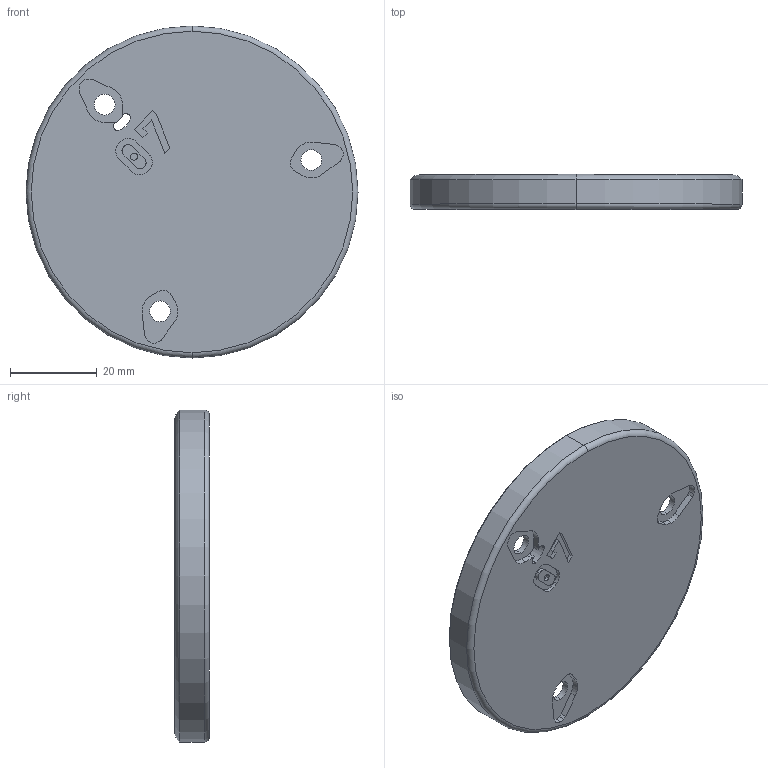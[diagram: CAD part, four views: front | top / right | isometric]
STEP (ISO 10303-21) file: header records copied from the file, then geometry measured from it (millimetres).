
FILE_DESCRIPTION (( 'STEP AP214' ), '1' );
FILE_NAME ('DrumPad_7cm.STEP', '2025-08-23T11:35:44', ( '' ), ( '' ), 'SwSTEP 2.0', 'SolidWorks 2024', '' );
FILE_SCHEMA (( 'AUTOMOTIVE_DESIGN' ));
Length unit declared in the file: millimetre
Products named in the file (1): DrumPad_7cm
Bounding box: 76.4 x 8 x 76.4 mm (x, y, z)
Volume: 16441.2 mm3; surface area: 12110.4 mm2
Topology: 1 solids, 1 shells, 109 faces, 282 edges, 186 vertices
Faces by surface type: plane 51, cylinder 42, bspline 12, torus 4
Entity records: 3979 total; most frequent: CARTESIAN_POINT 1262, ORIENTED_EDGE 564, DIRECTION 546, EDGE_CURVE 282, AXIS2_PLACEMENT_3D 190, VERTEX_POINT 186, LINE 166, VECTOR 166
